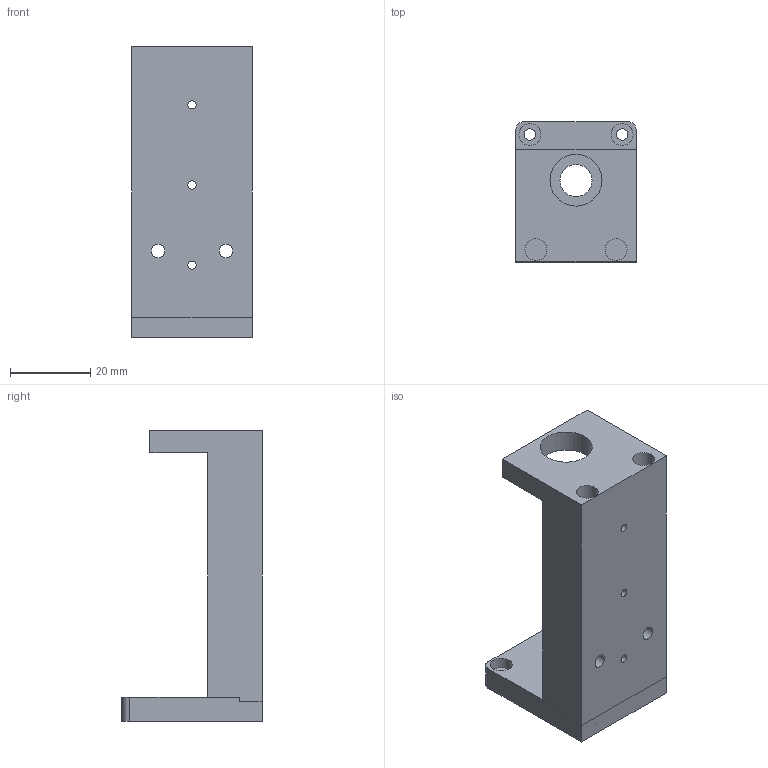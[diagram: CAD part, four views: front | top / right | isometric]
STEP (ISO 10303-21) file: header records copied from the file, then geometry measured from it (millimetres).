
FILE_DESCRIPTION(/* description */ (''),/* implementation_level */ '2;1');
FILE_NAME(/* name */ 'Actuator_movable_25mm.ipt.step',/* time_stamp */ '2022-11-29T08:29:07+01:00',/* author */ ('diederichbenedict'),/* organization */ (''),/* preprocessor_version */ 'ST-DEVELOPER v18.1',/* originating_system */ 'Autodesk Inventor 2022',/* authorisation */ '');
FILE_SCHEMA (('AUTOMOTIVE_DESIGN { 1 0 10303 214 3 1 1 }'));
Length unit declared in the file: millimetre
Products named in the file (1): Actuator_movable_25mm
Bounding box: 30 x 35 x 72.5 mm (x, y, z)
Volume: 19702.5 mm3; surface area: 12745.8 mm2
Topology: 2 solids, 2 shells, 69 faces, 160 edges, 106 vertices
Faces by surface type: plane 39, cylinder 28, cone 2
Full cylindrical faces by diameter (mm): 2.05 x3, 2.9 x8, 3.4 x2, 5.5 x8, 6.5 x2, 8 x1, 13 x1, 22 x1
Entity records: 2056 total; most frequent: DIRECTION 354, CARTESIAN_POINT 334, ORIENTED_EDGE 316, EDGE_CURVE 158, AXIS2_PLACEMENT_3D 126, EDGE_LOOP 108, VERTEX_POINT 106, LINE 102
